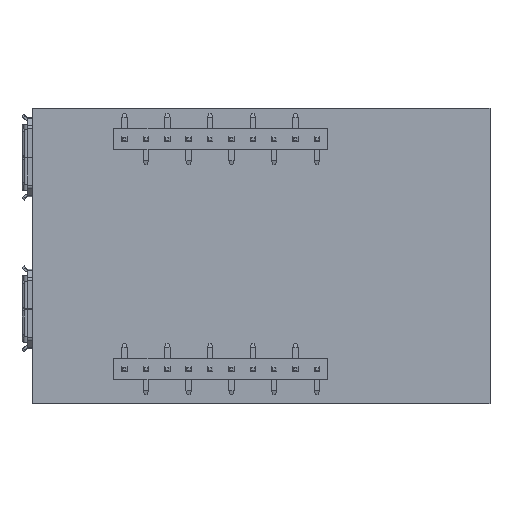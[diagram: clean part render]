
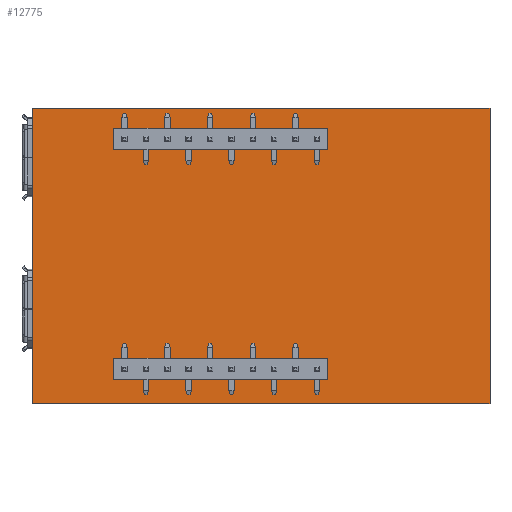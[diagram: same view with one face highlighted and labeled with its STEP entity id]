
A CAD part, front view. The second image highlights one B-rep face of the part: STEP entity #12775.
In plain terms, the highlighted planar face has unit normal (0, -1, 0).
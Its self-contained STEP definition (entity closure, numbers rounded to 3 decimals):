
#1191 = DIRECTION ( 'NONE',  ( 0., 0., -1. ) ) ;
#1821 = LINE ( 'NONE', #35047, #35096 ) ;
#2846 = CARTESIAN_POINT ( 'NONE',  ( 0., 0., 0. ) ) ;
#3635 = CARTESIAN_POINT ( 'NONE',  ( 0., 0., 0. ) ) ;
#5689 = CARTESIAN_POINT ( 'NONE',  ( 42.8, 0., 0. ) ) ;
#6305 = VERTEX_POINT ( 'NONE', #16157 ) ;
#7200 = CARTESIAN_POINT ( 'NONE',  ( 0., 0., 0. ) ) ;
#7285 = VERTEX_POINT ( 'NONE', #37876 ) ;
#7547 = VECTOR ( 'NONE', #20149, 1000. ) ;
#9745 = ORIENTED_EDGE ( 'NONE', *, *, #28797, .F. ) ;
#9948 = CARTESIAN_POINT ( 'NONE',  ( 42.8, 0., 0. ) ) ;
#10859 = VECTOR ( 'NONE', #16525, 1000. ) ;
#10982 = EDGE_CURVE ( 'NONE', #7285, #17750, #24457, .T. ) ;
#12775 = ADVANCED_FACE ( 'NONE', ( #28617 ), #13999, .T. ) ;
#13999 = PLANE ( 'NONE',  #32234 ) ;
#14991 = EDGE_CURVE ( 'NONE', #6305, #7285, #19325, .T. ) ;
#15286 = VERTEX_POINT ( 'NONE', #5689 ) ;
#16157 = CARTESIAN_POINT ( 'NONE',  ( 42.8, 0., -27.7 ) ) ;
#16458 = DIRECTION ( 'NONE',  ( 1., 0., 0. ) ) ;
#16525 = DIRECTION ( 'NONE',  ( -1., 0., 0. ) ) ;
#17750 = VERTEX_POINT ( 'NONE', #2846 ) ;
#18323 = EDGE_CURVE ( 'NONE', #15286, #6305, #37358, .T. ) ;
#19325 = LINE ( 'NONE', #25722, #10859 ) ;
#20061 = ORIENTED_EDGE ( 'NONE', *, *, #18323, .F. ) ;
#20149 = DIRECTION ( 'NONE',  ( 0., 0., -1. ) ) ;
#20577 = EDGE_LOOP ( 'NONE', ( #25101, #32752, #20061, #9745 ) ) ;
#24457 = LINE ( 'NONE', #3635, #26384 ) ;
#25101 = ORIENTED_EDGE ( 'NONE', *, *, #10982, .F. ) ;
#25722 = CARTESIAN_POINT ( 'NONE',  ( 0., 0., -27.7 ) ) ;
#26384 = VECTOR ( 'NONE', #30852, 1000. ) ;
#28617 = FACE_OUTER_BOUND ( 'NONE', #20577, .T. ) ;
#28797 = EDGE_CURVE ( 'NONE', #17750, #15286, #1821, .T. ) ;
#30852 = DIRECTION ( 'NONE',  ( 0., 0., 1. ) ) ;
#32234 = AXIS2_PLACEMENT_3D ( 'NONE', #7200, #37618, #1191 ) ;
#32752 = ORIENTED_EDGE ( 'NONE', *, *, #14991, .F. ) ;
#35047 = CARTESIAN_POINT ( 'NONE',  ( 0., 0., 0. ) ) ;
#35096 = VECTOR ( 'NONE', #16458, 1000. ) ;
#37358 = LINE ( 'NONE', #9948, #7547 ) ;
#37618 = DIRECTION ( 'NONE',  ( 0., -1., 0. ) ) ;
#37876 = CARTESIAN_POINT ( 'NONE',  ( 0., 0., -27.7 ) ) ;
